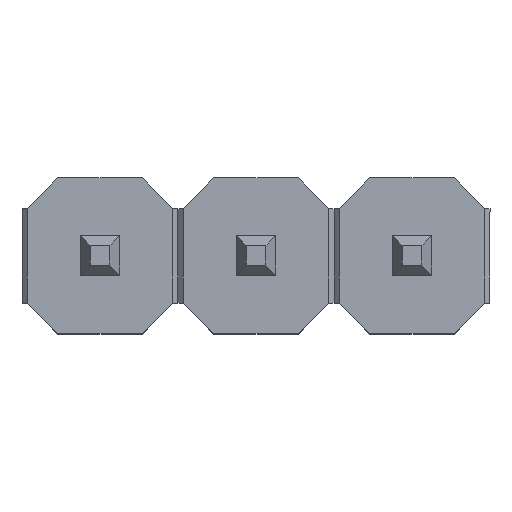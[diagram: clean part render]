
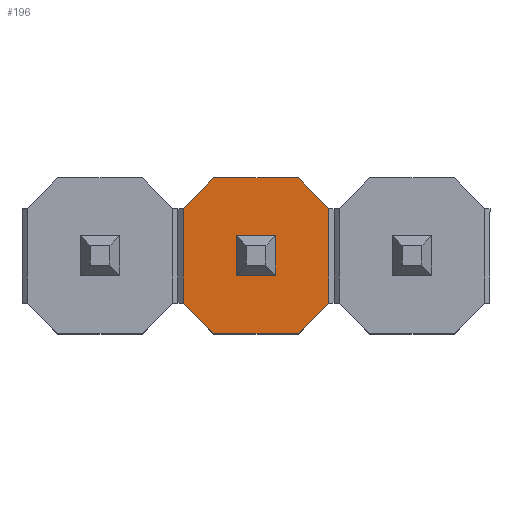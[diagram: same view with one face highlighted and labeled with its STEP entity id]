
A CAD part, top view. The second image highlights one B-rep face of the part: STEP entity #196.
In plain terms, the highlighted planar face has unit normal (0, 0, 1).
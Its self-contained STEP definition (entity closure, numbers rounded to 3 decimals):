
#196=ADVANCED_FACE('',(#1072),#1074,.T.);
#1072=FACE_BOUND('',#1073,.T.);
#1073=EDGE_LOOP('',(#1748,#1749,#1750,#1751,#1752,#1753,#1754,#1755));
#1074=PLANE('',#1075);
#1075=AXIS2_PLACEMENT_3D('',#1076,#1077,#1078);
#1076=CARTESIAN_POINT('',(5.08,0.,2.5));
#1077=DIRECTION('',(0.,0.,1.));
#1078=DIRECTION('',(1.,0.,0.));
#1748=ORIENTED_EDGE('',*,*,#2168,.T.);
#1749=ORIENTED_EDGE('',*,*,#2148,.T.);
#1750=ORIENTED_EDGE('',*,*,#2169,.T.);
#1751=ORIENTED_EDGE('',*,*,#2151,.T.);
#1752=ORIENTED_EDGE('',*,*,#2170,.T.);
#1753=ORIENTED_EDGE('',*,*,#2131,.T.);
#1754=ORIENTED_EDGE('',*,*,#2171,.T.);
#1755=ORIENTED_EDGE('',*,*,#2135,.T.);
#2131=EDGE_CURVE('',#2359,#2357,#2360,.T.);
#2135=EDGE_CURVE('',#2367,#2365,#2368,.T.);
#2148=EDGE_CURVE('',#2377,#2385,#2387,.T.);
#2151=EDGE_CURVE('',#2393,#2391,#2394,.T.);
#2168=EDGE_CURVE('',#2365,#2377,#2420,.F.);
#2169=EDGE_CURVE('',#2385,#2393,#2421,.T.);
#2170=EDGE_CURVE('',#2391,#2359,#2422,.F.);
#2171=EDGE_CURVE('',#2357,#2367,#2423,.T.);
#2357=VERTEX_POINT('',#2717);
#2359=VERTEX_POINT('',#2721);
#2360=LINE('',#2722,#2723);
#2365=VERTEX_POINT('',#2733);
#2367=VERTEX_POINT('',#2737);
#2368=LINE('',#2738,#2739);
#2377=VERTEX_POINT('',#2761);
#2385=VERTEX_POINT('',#2779);
#2387=LINE('',#2783,#2784);
#2391=VERTEX_POINT('',#2791);
#2393=VERTEX_POINT('',#2795);
#2394=LINE('',#2796,#2797);
#2420=LINE('',#2856,#2857);
#2421=LINE('',#2859,#2860);
#2422=LINE('',#2862,#2863);
#2423=LINE('',#2865,#2866);
#2717=CARTESIAN_POINT('',(3.225,1.27,2.5));
#2721=CARTESIAN_POINT('',(3.725,0.77,2.5));
#2722=CARTESIAN_POINT('',(3.725,0.77,2.5));
#2723=VECTOR('',#2724,1.);
#2724=DIRECTION('',(-0.707,0.707,0.));
#2733=CARTESIAN_POINT('',(1.355,0.77,2.5));
#2737=CARTESIAN_POINT('',(1.855,1.27,2.5));
#2738=CARTESIAN_POINT('',(1.855,1.27,2.5));
#2739=VECTOR('',#2740,1.);
#2740=DIRECTION('',(-0.707,-0.707,0.));
#2761=CARTESIAN_POINT('',(1.355,-0.77,2.5));
#2779=CARTESIAN_POINT('',(1.855,-1.27,2.5));
#2783=CARTESIAN_POINT('',(1.355,-0.77,2.5));
#2784=VECTOR('',#2785,1.);
#2785=DIRECTION('',(0.707,-0.707,0.));
#2791=CARTESIAN_POINT('',(3.725,-0.77,2.5));
#2795=CARTESIAN_POINT('',(3.225,-1.27,2.5));
#2796=CARTESIAN_POINT('',(3.225,-1.27,2.5));
#2797=VECTOR('',#2798,1.);
#2798=DIRECTION('',(0.707,0.707,0.));
#2856=CARTESIAN_POINT('',(1.355,-0.77,2.5));
#2857=VECTOR('',#2858,1.);
#2858=DIRECTION('',(0.,1.,0.));
#2859=CARTESIAN_POINT('',(1.855,-1.27,2.5));
#2860=VECTOR('',#2861,1.);
#2861=DIRECTION('',(1.,0.,0.));
#2862=CARTESIAN_POINT('',(3.725,0.77,2.5));
#2863=VECTOR('',#2864,1.);
#2864=DIRECTION('',(0.,-1.,0.));
#2865=CARTESIAN_POINT('',(3.225,1.27,2.5));
#2866=VECTOR('',#2867,1.);
#2867=DIRECTION('',(-1.,0.,0.));
